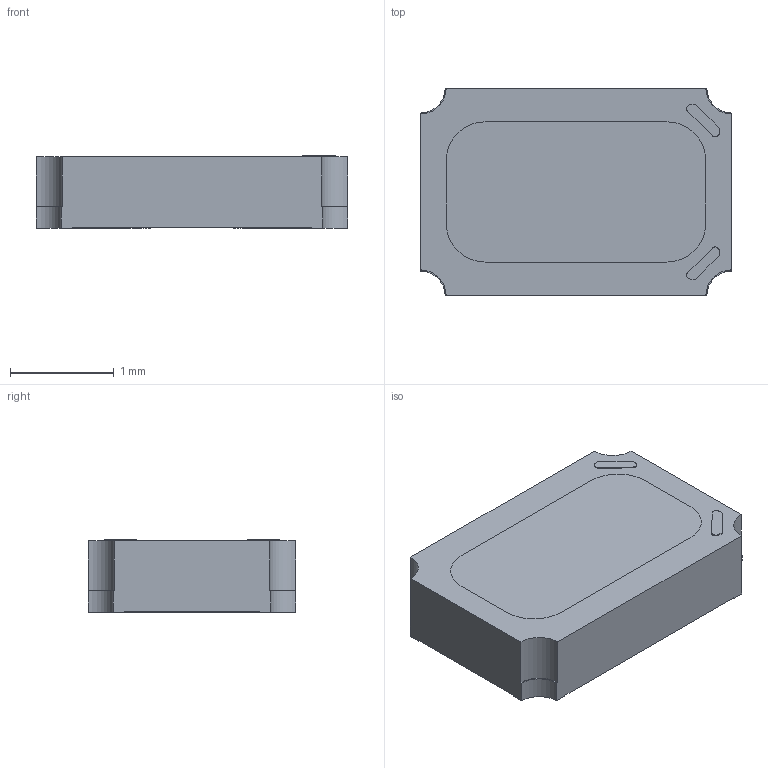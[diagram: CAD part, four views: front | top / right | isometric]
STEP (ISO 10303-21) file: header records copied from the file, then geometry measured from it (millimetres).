
FILE_DESCRIPTION (( 'STEP AP214' ), '1' );
FILE_NAME ('NFSx123F 3D Data.STEP', '2019-05-23T06:17:06', ( '' ), ( '' ), 'SwSTEP 2.0', 'SolidWorks 2016', '' );
FILE_SCHEMA (( 'AUTOMOTIVE_DESIGN' ));
Length unit declared in the file: millimetre
Products named in the file (3): NFSx123F 3D Data; 亙2亜; 亙1亜
Assembly tree (2 placements, depth 2):
  NFSx123F 3D Data
    亙1亜
    亙2亜
Bounding box: 3 x 2 x 0.7 mm (x, y, z)
Volume: 4 mm3; surface area: 25.5 mm2
Topology: 2 solids, 2 shells, 77 faces, 210 edges, 140 vertices
Faces by surface type: plane 51, cylinder 26
Entity records: 3393 total; most frequent: CARTESIAN_POINT 432, DIRECTION 426, ORIENTED_EDGE 420, EDGE_CURVE 210, VECTOR 158, LINE 158, VERTEX_POINT 140, AXIS2_PLACEMENT_3D 134
